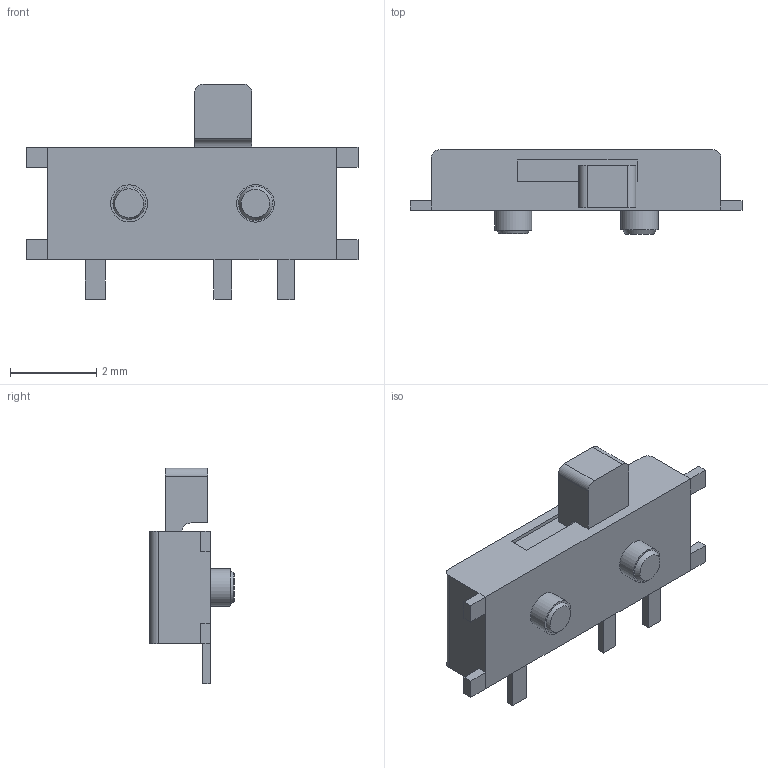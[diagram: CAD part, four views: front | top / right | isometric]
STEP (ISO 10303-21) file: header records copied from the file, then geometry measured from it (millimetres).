
FILE_DESCRIPTION(/* description */ ('Unknown'),/* implementation_level */ '2;1');
FILE_NAME(/* name */ 'CUS-12TB',/* time_stamp */ '2022-12-27T12:23:23+02:00',/* author */ ('Unknown'),/* organization */ ('Unknown'),/* preprocessor_version */ 'ST-DEVELOPER v18.102',/* originating_system */ 'Solid Edge',/* authorisation */ 'Unknown');
FILE_SCHEMA (('AUTOMOTIVE_DESIGN {1 0 10303 214 3 1 1}'));
Length unit declared in the file: millimetre
Products named in the file (1): CUS-12TB
Bounding box: 7.68 x 1.96 x 4.99 mm (x, y, z)
Volume: 27 mm3; surface area: 77.5 mm2
Topology: 1 solids, 1 shells, 66 faces, 159 edges, 100 vertices
Faces by surface type: plane 57, cylinder 7, cone 2
Full cylindrical faces by diameter (mm): 0.856 x1, 0.867 x1
Entity records: 2348 total; most frequent: CARTESIAN_POINT 342, ORIENTED_EDGE 310, DIRECTION 299, EDGE_CURVE 155, LINE 129, VECTOR 129, VERTEX_POINT 100, AXIS2_PLACEMENT_3D 85
